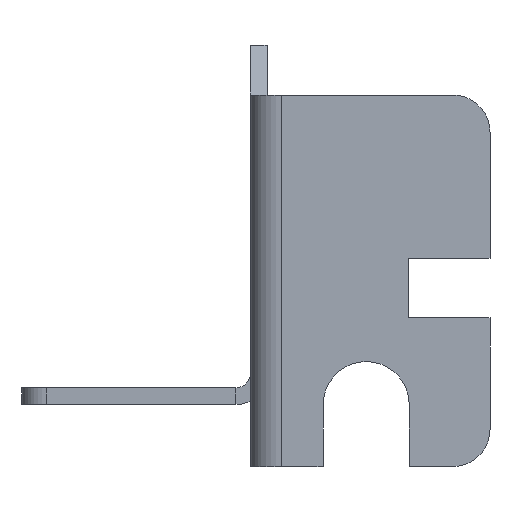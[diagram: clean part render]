
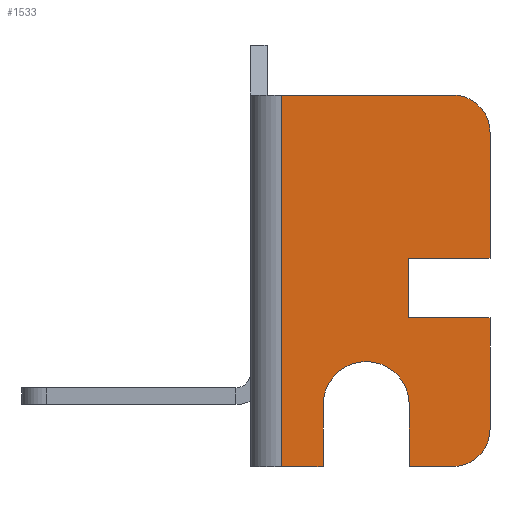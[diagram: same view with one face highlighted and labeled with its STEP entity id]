
A CAD part, left-side view. The second image highlights one B-rep face of the part: STEP entity #1533.
In plain terms, the highlighted planar face has unit normal (-1, 0, 0).
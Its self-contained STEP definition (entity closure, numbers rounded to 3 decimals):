
#59=CIRCLE('',#1692,1.91);
#60=CIRCLE('',#1693,2.21);
#61=CIRCLE('',#1694,1.91);
#103=FACE_OUTER_BOUND('',#193,.T.);
#193=EDGE_LOOP('',(#1039,#1040,#1041,#1042,#1043,#1044,#1045,#1046,#1047,
#1048,#1049,#1050,#1051,#1052));
#299=LINE('',#2329,#481);
#300=LINE('',#2331,#482);
#301=LINE('',#2333,#483);
#302=LINE('',#2335,#484);
#303=LINE('',#2339,#485);
#304=LINE('',#2341,#486);
#305=LINE('',#2343,#487);
#306=LINE('',#2345,#488);
#307=LINE('',#2349,#489);
#308=LINE('',#2351,#490);
#309=LINE('',#2354,#491);
#481=VECTOR('',#1865,4.19);
#482=VECTOR('',#1866,3.05);
#483=VECTOR('',#1867,4.19);
#484=VECTOR('',#1868,6.47);
#485=VECTOR('',#1871,8.783);
#486=VECTOR('',#1872,19.05);
#487=VECTOR('',#1873,2.133);
#488=VECTOR('',#1874,3.17);
#489=VECTOR('',#1877,3.17);
#490=VECTOR('',#1878,2.23);
#491=VECTOR('',#1881,5.71);
#665=VERTEX_POINT('',#2327);
#666=VERTEX_POINT('',#2328);
#667=VERTEX_POINT('',#2330);
#668=VERTEX_POINT('',#2332);
#669=VERTEX_POINT('',#2334);
#670=VERTEX_POINT('',#2336);
#671=VERTEX_POINT('',#2338);
#672=VERTEX_POINT('',#2340);
#673=VERTEX_POINT('',#2342);
#674=VERTEX_POINT('',#2344);
#675=VERTEX_POINT('',#2346);
#676=VERTEX_POINT('',#2348);
#677=VERTEX_POINT('',#2350);
#678=VERTEX_POINT('',#2352);
#809=EDGE_CURVE('',#665,#666,#299,.T.);
#810=EDGE_CURVE('',#667,#666,#300,.T.);
#811=EDGE_CURVE('',#668,#667,#301,.T.);
#812=EDGE_CURVE('',#668,#669,#302,.T.);
#813=EDGE_CURVE('',#669,#670,#59,.T.);
#814=EDGE_CURVE('',#670,#671,#303,.T.);
#815=EDGE_CURVE('',#672,#671,#304,.T.);
#816=EDGE_CURVE('',#672,#673,#305,.T.);
#817=EDGE_CURVE('',#674,#673,#306,.T.);
#818=EDGE_CURVE('',#675,#674,#60,.T.);
#819=EDGE_CURVE('',#676,#675,#307,.T.);
#820=EDGE_CURVE('',#676,#677,#308,.T.);
#821=EDGE_CURVE('',#677,#678,#61,.T.);
#822=EDGE_CURVE('',#678,#665,#309,.T.);
#1039=ORIENTED_EDGE('',*,*,#809,.T.);
#1040=ORIENTED_EDGE('',*,*,#810,.F.);
#1041=ORIENTED_EDGE('',*,*,#811,.F.);
#1042=ORIENTED_EDGE('',*,*,#812,.T.);
#1043=ORIENTED_EDGE('',*,*,#813,.T.);
#1044=ORIENTED_EDGE('',*,*,#814,.T.);
#1045=ORIENTED_EDGE('',*,*,#815,.F.);
#1046=ORIENTED_EDGE('',*,*,#816,.T.);
#1047=ORIENTED_EDGE('',*,*,#817,.F.);
#1048=ORIENTED_EDGE('',*,*,#818,.F.);
#1049=ORIENTED_EDGE('',*,*,#819,.F.);
#1050=ORIENTED_EDGE('',*,*,#820,.T.);
#1051=ORIENTED_EDGE('',*,*,#821,.T.);
#1052=ORIENTED_EDGE('',*,*,#822,.T.);
#1467=PLANE('',#1691);
#1533=ADVANCED_FACE('',(#103),#1467,.F.);
#1691=AXIS2_PLACEMENT_3D('',#2326,#1863,#1864);
#1692=AXIS2_PLACEMENT_3D('',#2337,#1869,#1870);
#1693=AXIS2_PLACEMENT_3D('',#2347,#1875,#1876);
#1694=AXIS2_PLACEMENT_3D('',#2353,#1879,#1880);
#1863=DIRECTION('center_axis',(1.,0.,0.));
#1864=DIRECTION('ref_axis',(0.,1.,0.));
#1865=DIRECTION('',(0.,1.,0.));
#1866=DIRECTION('',(0.,0.,-1.));
#1867=DIRECTION('',(0.,1.,0.));
#1868=DIRECTION('',(0.,0.,1.));
#1869=DIRECTION('center_axis',(-1.,0.,0.));
#1870=DIRECTION('ref_axis',(0.,1.,0.));
#1871=DIRECTION('',(0.,1.,0.));
#1872=DIRECTION('',(0.,0.,1.));
#1873=DIRECTION('',(0.,-1.,0.));
#1874=DIRECTION('',(0.,0.,-1.));
#1875=DIRECTION('center_axis',(-1.,0.,0.));
#1876=DIRECTION('ref_axis',(0.,-1.,0.));
#1877=DIRECTION('',(0.,0.,1.));
#1878=DIRECTION('',(0.,-1.,0.));
#1879=DIRECTION('center_axis',(-1.,0.,0.));
#1880=DIRECTION('ref_axis',(0.,1.,0.));
#1881=DIRECTION('',(0.,0.,1.));
#2326=CARTESIAN_POINT('Origin',(-0.86,0.,0.));
#2327=CARTESIAN_POINT('',(-0.86,-12.29,-13.97));
#2328=CARTESIAN_POINT('',(-0.86,-8.1,-13.97));
#2329=CARTESIAN_POINT('',(-0.86,-12.29,-13.97));
#2330=CARTESIAN_POINT('',(-0.86,-8.1,-10.92));
#2331=CARTESIAN_POINT('',(-0.86,-8.1,-10.92));
#2332=CARTESIAN_POINT('',(-0.86,-12.29,-10.92));
#2333=CARTESIAN_POINT('',(-0.86,-12.29,-10.92));
#2334=CARTESIAN_POINT('',(-0.86,-12.29,-4.45));
#2335=CARTESIAN_POINT('',(-0.86,-12.29,-10.92));
#2336=CARTESIAN_POINT('',(-0.86,-10.38,-2.54));
#2337=CARTESIAN_POINT('Origin',(-0.86,-10.38,-4.45));
#2338=CARTESIAN_POINT('',(-0.86,-1.597,-2.54));
#2339=CARTESIAN_POINT('',(-0.86,-10.38,-2.54));
#2340=CARTESIAN_POINT('',(-0.86,-1.597,-21.59));
#2341=CARTESIAN_POINT('',(-0.86,-1.597,-21.59));
#2342=CARTESIAN_POINT('',(-0.86,-3.73,-21.59));
#2343=CARTESIAN_POINT('',(-0.86,-1.597,-21.59));
#2344=CARTESIAN_POINT('',(-0.86,-3.73,-18.42));
#2345=CARTESIAN_POINT('',(-0.86,-3.73,-18.42));
#2346=CARTESIAN_POINT('',(-0.86,-8.15,-18.42));
#2347=CARTESIAN_POINT('Origin',(-0.86,-5.94,-18.42));
#2348=CARTESIAN_POINT('',(-0.86,-8.15,-21.59));
#2349=CARTESIAN_POINT('',(-0.86,-8.15,-21.59));
#2350=CARTESIAN_POINT('',(-0.86,-10.38,-21.59));
#2351=CARTESIAN_POINT('',(-0.86,-8.15,-21.59));
#2352=CARTESIAN_POINT('',(-0.86,-12.29,-19.68));
#2353=CARTESIAN_POINT('Origin',(-0.86,-10.38,-19.68));
#2354=CARTESIAN_POINT('',(-0.86,-12.29,-19.68));
